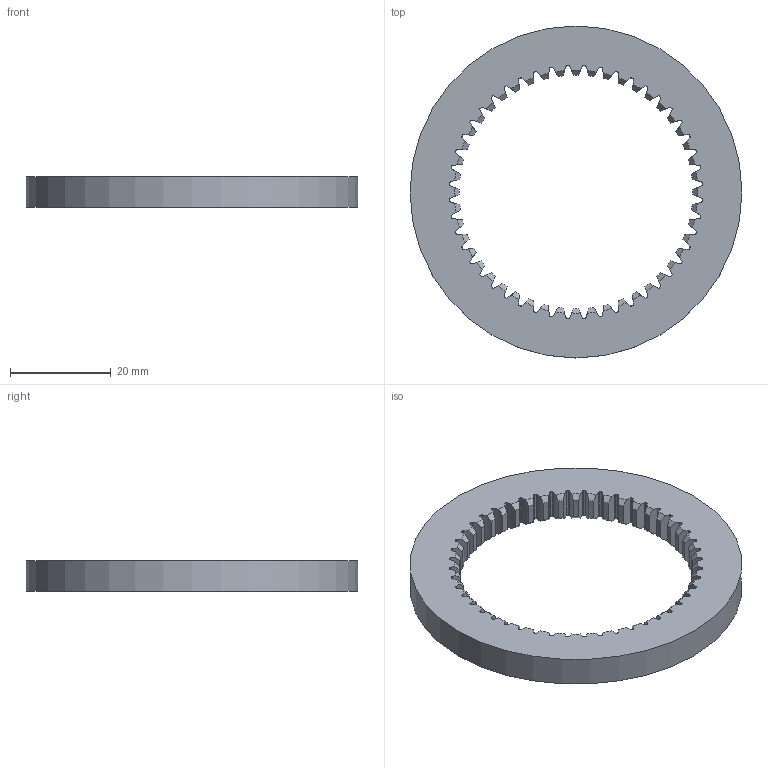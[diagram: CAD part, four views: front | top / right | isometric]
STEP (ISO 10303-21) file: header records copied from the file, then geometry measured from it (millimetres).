
FILE_DESCRIPTION(('STEP AP214'), '1');
FILE_NAME('扻錪犩', '', ('UNSPECIFIED'), ('UNSPECIFIED'), 'C3D Converter', 'C3D Toolkit', '');
FILE_SCHEMA(('AUTOMOTIVE_DESIGN { 1 0 10303 214 3 1 1}'));
Length unit declared in the file: millimetre
Bounding box: 66 x 66 x 6 mm (x, y, z)
Volume: 9509.6 mm3; surface area: 5979 mm2
Topology: 1 solids, 1 shells, 387 faces, 1155 edges, 771 vertices
Faces by surface type: extrusion 192, cylinder 97, cone 96, plane 2
Full cylindrical faces by diameter (mm): 66 x1
Entity records: 24117 total; most frequent: CARTESIAN_POINT 11420, ORIENTED_EDGE 2308, DIRECTION 1452, EDGE_CURVE 1154, VERTEX_POINT 770, B_SPLINE_CURVE_WITH_KNOTS 768, AXIS2_PLACEMENT_3D 486, VECTOR 480
